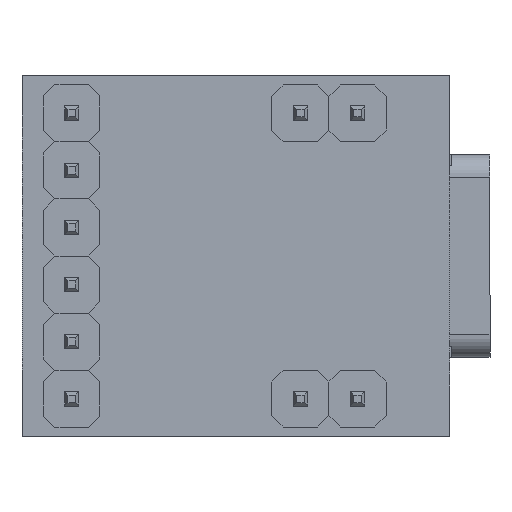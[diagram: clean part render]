
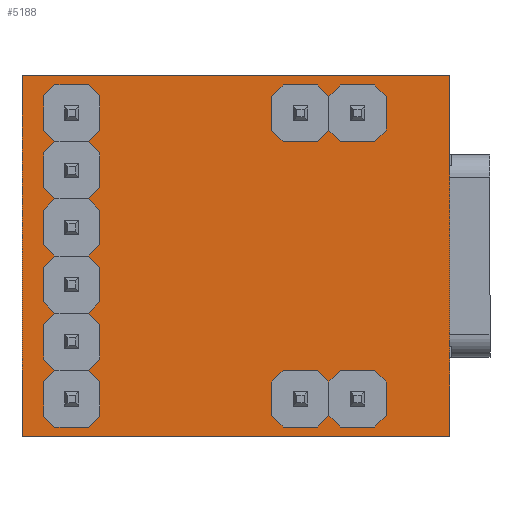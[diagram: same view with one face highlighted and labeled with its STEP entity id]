
A CAD part, front view. The second image highlights one B-rep face of the part: STEP entity #5188.
In plain terms, the highlighted planar face has unit normal (0, -1, 0).
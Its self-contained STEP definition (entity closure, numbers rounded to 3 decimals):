
#373=FACE_BOUND('',#897,.T.);
#374=FACE_BOUND('',#898,.T.);
#375=FACE_BOUND('',#899,.T.);
#376=FACE_BOUND('',#900,.T.);
#377=FACE_BOUND('',#901,.T.);
#378=FACE_BOUND('',#902,.T.);
#379=FACE_BOUND('',#903,.T.);
#380=FACE_BOUND('',#904,.T.);
#381=FACE_BOUND('',#905,.T.);
#382=FACE_BOUND('',#906,.T.);
#398=PLANE('',#5545);
#624=FACE_OUTER_BOUND('',#896,.T.);
#896=EDGE_LOOP('',(#3763,#3764,#3765,#3766));
#897=EDGE_LOOP('',(#3767));
#898=EDGE_LOOP('',(#3768));
#899=EDGE_LOOP('',(#3769));
#900=EDGE_LOOP('',(#3770));
#901=EDGE_LOOP('',(#3771));
#902=EDGE_LOOP('',(#3772));
#903=EDGE_LOOP('',(#3773));
#904=EDGE_LOOP('',(#3774));
#905=EDGE_LOOP('',(#3775));
#906=EDGE_LOOP('',(#3776));
#1173=LINE('',#7599,#1795);
#1177=LINE('',#7607,#1799);
#1180=LINE('',#7613,#1802);
#1183=LINE('',#7618,#1805);
#1795=VECTOR('',#6052,10.);
#1799=VECTOR('',#6058,10.);
#1802=VECTOR('',#6063,10.);
#1805=VECTOR('',#6068,10.);
#2408=CIRCLE('',#5512,0.45);
#2410=CIRCLE('',#5515,0.45);
#2412=CIRCLE('',#5518,0.45);
#2414=CIRCLE('',#5521,0.45);
#2416=CIRCLE('',#5524,0.45);
#2418=CIRCLE('',#5527,0.45);
#2420=CIRCLE('',#5530,0.45);
#2422=CIRCLE('',#5533,0.45);
#2424=CIRCLE('',#5536,0.45);
#2426=CIRCLE('',#5539,0.45);
#2504=VERTEX_POINT('',#7539);
#2506=VERTEX_POINT('',#7545);
#2508=VERTEX_POINT('',#7551);
#2510=VERTEX_POINT('',#7557);
#2512=VERTEX_POINT('',#7563);
#2514=VERTEX_POINT('',#7569);
#2516=VERTEX_POINT('',#7575);
#2518=VERTEX_POINT('',#7581);
#2520=VERTEX_POINT('',#7587);
#2522=VERTEX_POINT('',#7593);
#2523=VERTEX_POINT('',#7597);
#2524=VERTEX_POINT('',#7598);
#2527=VERTEX_POINT('',#7606);
#2529=VERTEX_POINT('',#7612);
#2977=EDGE_CURVE('',#2504,#2504,#2408,.T.);
#2980=EDGE_CURVE('',#2506,#2506,#2410,.T.);
#2983=EDGE_CURVE('',#2508,#2508,#2412,.T.);
#2986=EDGE_CURVE('',#2510,#2510,#2414,.T.);
#2989=EDGE_CURVE('',#2512,#2512,#2416,.T.);
#2992=EDGE_CURVE('',#2514,#2514,#2418,.T.);
#2995=EDGE_CURVE('',#2516,#2516,#2420,.T.);
#2998=EDGE_CURVE('',#2518,#2518,#2422,.T.);
#3001=EDGE_CURVE('',#2520,#2520,#2424,.T.);
#3004=EDGE_CURVE('',#2522,#2522,#2426,.T.);
#3005=EDGE_CURVE('',#2523,#2524,#1173,.T.);
#3009=EDGE_CURVE('',#2524,#2527,#1177,.T.);
#3012=EDGE_CURVE('',#2527,#2529,#1180,.T.);
#3015=EDGE_CURVE('',#2529,#2523,#1183,.T.);
#3763=ORIENTED_EDGE('',*,*,#3015,.T.);
#3764=ORIENTED_EDGE('',*,*,#3005,.T.);
#3765=ORIENTED_EDGE('',*,*,#3009,.T.);
#3766=ORIENTED_EDGE('',*,*,#3012,.T.);
#3767=ORIENTED_EDGE('',*,*,#3004,.F.);
#3768=ORIENTED_EDGE('',*,*,#3001,.F.);
#3769=ORIENTED_EDGE('',*,*,#2998,.F.);
#3770=ORIENTED_EDGE('',*,*,#2995,.F.);
#3771=ORIENTED_EDGE('',*,*,#2992,.F.);
#3772=ORIENTED_EDGE('',*,*,#2989,.F.);
#3773=ORIENTED_EDGE('',*,*,#2986,.F.);
#3774=ORIENTED_EDGE('',*,*,#2983,.F.);
#3775=ORIENTED_EDGE('',*,*,#2980,.F.);
#3776=ORIENTED_EDGE('',*,*,#2977,.F.);
#5188=ADVANCED_FACE('',(#624,#373,#374,#375,#376,#377,#378,#379,#380,#381,
#382),#398,.F.);
#5512=AXIS2_PLACEMENT_3D('',#7541,#5985,#5986);
#5515=AXIS2_PLACEMENT_3D('',#7547,#5992,#5993);
#5518=AXIS2_PLACEMENT_3D('',#7553,#5999,#6000);
#5521=AXIS2_PLACEMENT_3D('',#7559,#6006,#6007);
#5524=AXIS2_PLACEMENT_3D('',#7565,#6013,#6014);
#5527=AXIS2_PLACEMENT_3D('',#7571,#6020,#6021);
#5530=AXIS2_PLACEMENT_3D('',#7577,#6027,#6028);
#5533=AXIS2_PLACEMENT_3D('',#7583,#6034,#6035);
#5536=AXIS2_PLACEMENT_3D('',#7589,#6041,#6042);
#5539=AXIS2_PLACEMENT_3D('',#7595,#6048,#6049);
#5545=AXIS2_PLACEMENT_3D('',#7621,#6072,#6073);
#5985=DIRECTION('center_axis',(0.,-1.,0.));
#5986=DIRECTION('ref_axis',(1.,0.,0.));
#5992=DIRECTION('center_axis',(0.,-1.,0.));
#5993=DIRECTION('ref_axis',(1.,0.,0.));
#5999=DIRECTION('center_axis',(0.,-1.,0.));
#6000=DIRECTION('ref_axis',(1.,0.,0.));
#6006=DIRECTION('center_axis',(0.,-1.,0.));
#6007=DIRECTION('ref_axis',(1.,0.,0.));
#6013=DIRECTION('center_axis',(0.,-1.,0.));
#6014=DIRECTION('ref_axis',(1.,0.,0.));
#6020=DIRECTION('center_axis',(0.,-1.,0.));
#6021=DIRECTION('ref_axis',(1.,0.,0.));
#6027=DIRECTION('center_axis',(0.,-1.,0.));
#6028=DIRECTION('ref_axis',(1.,0.,0.));
#6034=DIRECTION('center_axis',(0.,-1.,0.));
#6035=DIRECTION('ref_axis',(1.,0.,0.));
#6041=DIRECTION('center_axis',(0.,-1.,0.));
#6042=DIRECTION('ref_axis',(1.,0.,0.));
#6048=DIRECTION('center_axis',(0.,-1.,0.));
#6049=DIRECTION('ref_axis',(1.,0.,0.));
#6052=DIRECTION('',(0.,0.,1.));
#6058=DIRECTION('',(-1.,0.,0.));
#6063=DIRECTION('',(0.,0.,-1.));
#6068=DIRECTION('',(1.,0.,0.));
#6072=DIRECTION('center_axis',(0.,1.,0.));
#6073=DIRECTION('ref_axis',(1.,0.,0.));
#7539=CARTESIAN_POINT('',(-7.738,0.,6.35));
#7541=CARTESIAN_POINT('Origin',(-7.288,0.,6.35));
#7545=CARTESIAN_POINT('',(-7.738,0.,3.81));
#7547=CARTESIAN_POINT('Origin',(-7.288,0.,3.81));
#7551=CARTESIAN_POINT('',(-7.738,0.,1.27));
#7553=CARTESIAN_POINT('Origin',(-7.288,0.,1.27));
#7557=CARTESIAN_POINT('',(-7.738,0.,-1.27));
#7559=CARTESIAN_POINT('Origin',(-7.288,0.,-1.27));
#7563=CARTESIAN_POINT('',(4.962,0.,-6.35));
#7565=CARTESIAN_POINT('Origin',(5.412,0.,-6.35));
#7569=CARTESIAN_POINT('',(-7.738,0.,-6.35));
#7571=CARTESIAN_POINT('Origin',(-7.288,0.,-6.35));
#7575=CARTESIAN_POINT('',(-7.738,0.,-3.81));
#7577=CARTESIAN_POINT('Origin',(-7.288,0.,-3.81));
#7581=CARTESIAN_POINT('',(2.422,0.,-6.35));
#7583=CARTESIAN_POINT('Origin',(2.872,0.,-6.35));
#7587=CARTESIAN_POINT('',(4.962,0.,6.35));
#7589=CARTESIAN_POINT('Origin',(5.412,0.,6.35));
#7593=CARTESIAN_POINT('',(2.422,0.,6.35));
#7595=CARTESIAN_POINT('Origin',(2.872,0.,6.35));
#7597=CARTESIAN_POINT('',(9.5,0.,-8.));
#7598=CARTESIAN_POINT('',(9.5,0.,8.));
#7599=CARTESIAN_POINT('',(9.5,0.,-8.));
#7606=CARTESIAN_POINT('',(-9.5,0.,8.));
#7607=CARTESIAN_POINT('',(9.5,0.,8.));
#7612=CARTESIAN_POINT('',(-9.5,0.,-8.));
#7613=CARTESIAN_POINT('',(-9.5,0.,8.));
#7618=CARTESIAN_POINT('',(-9.5,0.,-8.));
#7621=CARTESIAN_POINT('Origin',(0.,0.,0.));
